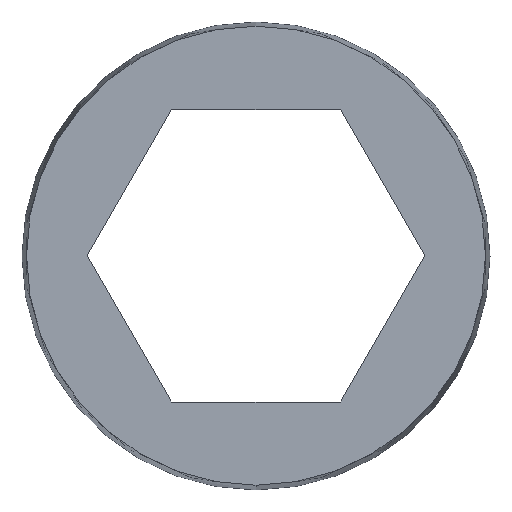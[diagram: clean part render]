
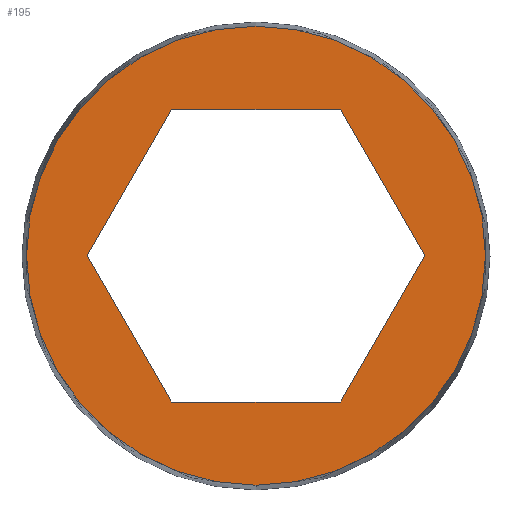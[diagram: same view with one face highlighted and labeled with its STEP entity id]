
A CAD part, top view. The second image highlights one B-rep face of the part: STEP entity #195.
In plain terms, the highlighted planar face has unit normal (0, 0, 1).
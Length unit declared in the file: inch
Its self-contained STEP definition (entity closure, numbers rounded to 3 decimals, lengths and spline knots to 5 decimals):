
#7 = CARTESIAN_POINT ( 'NONE',  ( -0.11592, 0., 0.05906 ) ) ;
#8 = FACE_OUTER_BOUND ( 'NONE', #319, .T. ) ;
#10 = DIRECTION ( 'NONE',  ( 0., 1., 0. ) ) ;
#12 = CARTESIAN_POINT ( 'NONE',  ( -0.11592, 0., 0.05906 ) ) ;
#14 = CARTESIAN_POINT ( 'NONE',  ( 0.05796, 0.10039, 0.05906 ) ) ;
#21 = DIRECTION ( 'NONE',  ( -0.5, 0.866, 0. ) ) ;
#22 = FACE_BOUND ( 'NONE', #294, .T. ) ;
#38 = ORIENTED_EDGE ( 'NONE', *, *, #175, .T. ) ;
#40 = CARTESIAN_POINT ( 'NONE',  ( -0.05796, -0.10039, 0.05906 ) ) ;
#49 = CARTESIAN_POINT ( 'NONE',  ( 0.11592, 0., 0.05906 ) ) ;
#50 = CIRCLE ( 'NONE', #277, 0.15748 ) ;
#57 = AXIS2_PLACEMENT_3D ( 'NONE', #290, #232, #347 ) ;
#58 = LINE ( 'NONE', #76, #111 ) ;
#60 = EDGE_CURVE ( 'NONE', #343, #247, #50, .T. ) ;
#76 = CARTESIAN_POINT ( 'NONE',  ( 0., -0.10039, 0.05906 ) ) ;
#80 = EDGE_CURVE ( 'NONE', #95, #129, #246, .T. ) ;
#82 = ORIENTED_EDGE ( 'NONE', *, *, #60, .F. ) ;
#85 = CARTESIAN_POINT ( 'NONE',  ( 0., -0.15748, 0.05906 ) ) ;
#86 = VECTOR ( 'NONE', #369, 39.37008 ) ;
#95 = VERTEX_POINT ( 'NONE', #12 ) ;
#102 = EDGE_CURVE ( 'NONE', #172, #95, #199, .T. ) ;
#104 = VECTOR ( 'NONE', #316, 39.37008 ) ;
#111 = VECTOR ( 'NONE', #367, 39.37008 ) ;
#115 = DIRECTION ( 'NONE',  ( 0., 1., 0. ) ) ;
#129 = VERTEX_POINT ( 'NONE', #228 ) ;
#131 = VECTOR ( 'NONE', #257, 39.37008 ) ;
#137 = CARTESIAN_POINT ( 'NONE',  ( 0., 0.10039, 0.05906 ) ) ;
#142 = LINE ( 'NONE', #137, #131 ) ;
#147 = VECTOR ( 'NONE', #251, 39.37008 ) ;
#155 = DIRECTION ( 'NONE',  ( 0., 0., -1. ) ) ;
#158 = LINE ( 'NONE', #49, #86 ) ;
#172 = VERTEX_POINT ( 'NONE', #344 ) ;
#175 = EDGE_CURVE ( 'NONE', #379, #211, #339, .T. ) ;
#177 = EDGE_CURVE ( 'NONE', #241, #172, #58, .T. ) ;
#184 = CARTESIAN_POINT ( 'NONE',  ( 0., 0., 0.05906 ) ) ;
#188 = ORIENTED_EDGE ( 'NONE', *, *, #267, .F. ) ;
#195 = ADVANCED_FACE ( 'NONE', ( #22, #8 ), #366, .T. ) ;
#197 = EDGE_CURVE ( 'NONE', #211, #241, #158, .T. ) ;
#199 = LINE ( 'NONE', #40, #270 ) ;
#200 = ORIENTED_EDGE ( 'NONE', *, *, #80, .T. ) ;
#211 = VERTEX_POINT ( 'NONE', #259 ) ;
#218 = EDGE_CURVE ( 'NONE', #129, #379, #142, .T. ) ;
#219 = ORIENTED_EDGE ( 'NONE', *, *, #177, .T. ) ;
#228 = CARTESIAN_POINT ( 'NONE',  ( -0.05796, 0.10039, 0.05906 ) ) ;
#232 = DIRECTION ( 'NONE',  ( 0., 0., 1. ) ) ;
#237 = CARTESIAN_POINT ( 'NONE',  ( 0.05796, 0.10039, 0.05906 ) ) ;
#241 = VERTEX_POINT ( 'NONE', #297 ) ;
#246 = LINE ( 'NONE', #7, #147 ) ;
#247 = VERTEX_POINT ( 'NONE', #266 ) ;
#251 = DIRECTION ( 'NONE',  ( 0.5, 0.866, 0. ) ) ;
#257 = DIRECTION ( 'NONE',  ( 1., 0., 0. ) ) ;
#259 = CARTESIAN_POINT ( 'NONE',  ( 0.11592, 0., 0.05906 ) ) ;
#266 = CARTESIAN_POINT ( 'NONE',  ( 0., 0.15748, 0.05906 ) ) ;
#267 = EDGE_CURVE ( 'NONE', #247, #343, #363, .T. ) ;
#270 = VECTOR ( 'NONE', #21, 39.37008 ) ;
#274 = AXIS2_PLACEMENT_3D ( 'NONE', #372, #293, #115 ) ;
#277 = AXIS2_PLACEMENT_3D ( 'NONE', #184, #155, #10 ) ;
#290 = CARTESIAN_POINT ( 'NONE',  ( 0., 0., 0.05906 ) ) ;
#293 = DIRECTION ( 'NONE',  ( 0., 0., -1. ) ) ;
#294 = EDGE_LOOP ( 'NONE', ( #38, #356, #219, #310, #200, #380 ) ) ;
#297 = CARTESIAN_POINT ( 'NONE',  ( 0.05796, -0.10039, 0.05906 ) ) ;
#310 = ORIENTED_EDGE ( 'NONE', *, *, #102, .T. ) ;
#316 = DIRECTION ( 'NONE',  ( 0.5, -0.866, 0. ) ) ;
#319 = EDGE_LOOP ( 'NONE', ( #188, #82 ) ) ;
#339 = LINE ( 'NONE', #14, #104 ) ;
#343 = VERTEX_POINT ( 'NONE', #85 ) ;
#344 = CARTESIAN_POINT ( 'NONE',  ( -0.05796, -0.10039, 0.05906 ) ) ;
#347 = DIRECTION ( 'NONE',  ( 1., 0., 0. ) ) ;
#356 = ORIENTED_EDGE ( 'NONE', *, *, #197, .T. ) ;
#363 = CIRCLE ( 'NONE', #274, 0.15748 ) ;
#366 = PLANE ( 'NONE',  #57 ) ;
#367 = DIRECTION ( 'NONE',  ( -1., 0., 0. ) ) ;
#369 = DIRECTION ( 'NONE',  ( -0.5, -0.866, 0. ) ) ;
#372 = CARTESIAN_POINT ( 'NONE',  ( 0., 0., 0.05906 ) ) ;
#379 = VERTEX_POINT ( 'NONE', #237 ) ;
#380 = ORIENTED_EDGE ( 'NONE', *, *, #218, .T. ) ;
